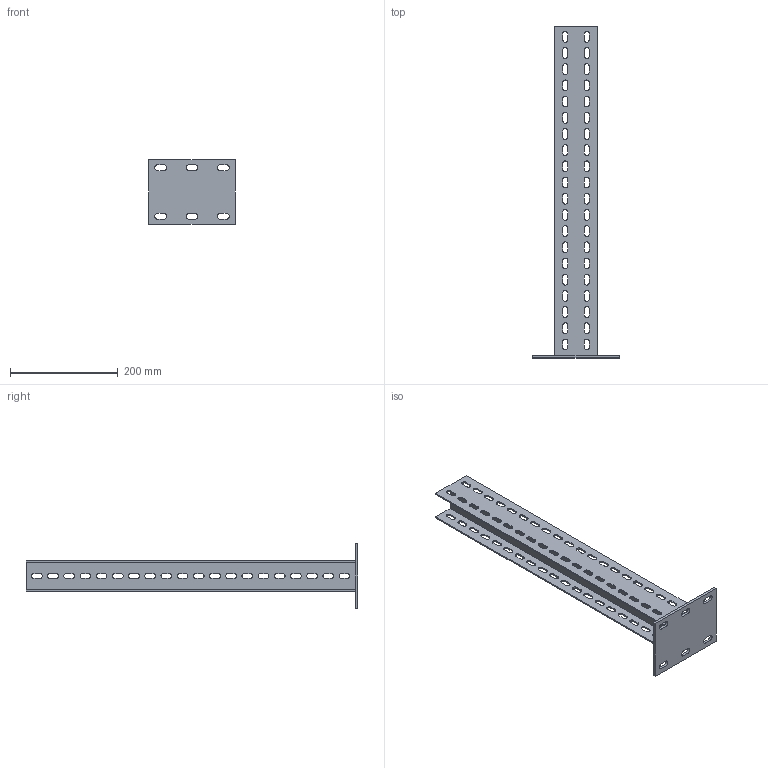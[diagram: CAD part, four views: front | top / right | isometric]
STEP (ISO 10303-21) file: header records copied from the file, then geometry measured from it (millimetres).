
FILE_DESCRIPTION (( 'STEP AP203' ), '1' );
FILE_NAME ('CLW10-KPD-600-HDZ Êðîíøòåéí ïîòîëî÷íûé äâîéíîé 600 HDZ IEK.STEP', '2016-05-11T09:27:19', ( '' ), ( '' ), 'SwSTEP 2.0', 'SolidWorks 2014', '' );
FILE_SCHEMA (( 'CONFIG_CONTROL_DESIGN' ));
Length unit declared in the file: millimetre
Products named in the file (1): CLW10-KPD-600-HDZ Êðîíøòåéí ïîòîëî÷íûé äâîéíîé 600 HDZ IEK
Bounding box: 160 x 615 x 120 mm (x, y, z)
Volume: 440283.8 mm3; surface area: 280283.2 mm2
Topology: 1 solids, 1 shells, 443 faces, 1320 edges, 880 vertices
Faces by surface type: plane 231, cylinder 212
Entity records: 15479 total; most frequent: CARTESIAN_POINT 2644, ORIENTED_EDGE 2640, DIRECTION 2632, EDGE_CURVE 1320, VECTOR 896, LINE 896, VERTEX_POINT 880, AXIS2_PLACEMENT_3D 868
